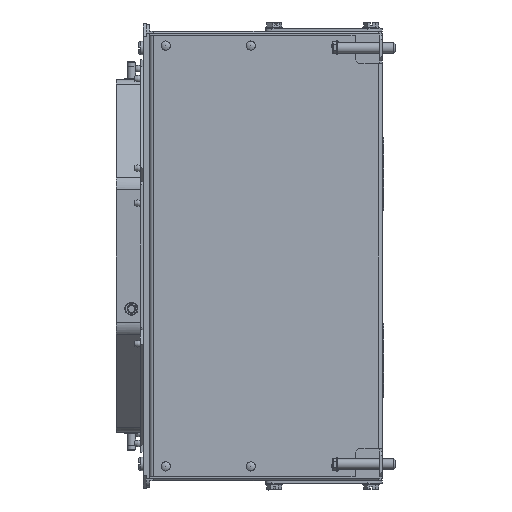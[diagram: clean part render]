
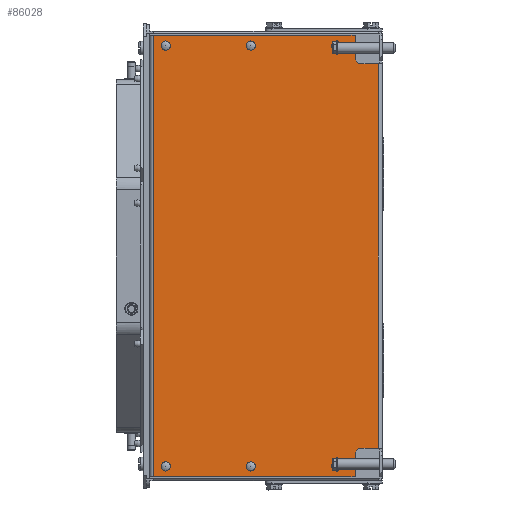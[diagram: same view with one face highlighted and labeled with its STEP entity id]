
A CAD part, left-side view. The second image highlights one B-rep face of the part: STEP entity #86028.
In plain terms, the highlighted planar face has unit normal (-1, 0, 0).
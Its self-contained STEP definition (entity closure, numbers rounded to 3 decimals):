
#4186=FACE_BOUND('',#14750,.T.);
#4187=FACE_BOUND('',#14751,.T.);
#4188=FACE_BOUND('',#14752,.T.);
#4189=FACE_BOUND('',#14753,.T.);
#4190=FACE_BOUND('',#14754,.T.);
#4191=FACE_BOUND('',#14755,.T.);
#5136=CIRCLE('',#90962,0.109);
#5137=CIRCLE('',#90963,0.109);
#5138=CIRCLE('',#90964,0.109);
#5139=CIRCLE('',#90965,0.109);
#5140=CIRCLE('',#90966,0.109);
#5141=CIRCLE('',#90967,0.109);
#9672=FACE_OUTER_BOUND('',#14749,.T.);
#14749=EDGE_LOOP('',(#72083,#72084,#72085,#72086,#72087,#72088,#72089,#72090,
#72091,#72092));
#14750=EDGE_LOOP('',(#72093));
#14751=EDGE_LOOP('',(#72094));
#14752=EDGE_LOOP('',(#72095));
#14753=EDGE_LOOP('',(#72096));
#14754=EDGE_LOOP('',(#72097));
#14755=EDGE_LOOP('',(#72098));
#22902=LINE('',#146545,#31360);
#22909=LINE('',#146562,#31367);
#22913=LINE('',#146569,#31371);
#22916=LINE('',#146574,#31374);
#22919=LINE('',#146580,#31377);
#22922=LINE('',#146586,#31380);
#22925=LINE('',#146592,#31383);
#22927=LINE('',#146597,#31385);
#22952=LINE('',#146651,#31410);
#22953=LINE('',#146652,#31411);
#31360=VECTOR('',#106268,0.394);
#31367=VECTOR('',#106283,0.394);
#31371=VECTOR('',#106289,0.394);
#31374=VECTOR('',#106294,0.394);
#31377=VECTOR('',#106299,0.394);
#31380=VECTOR('',#106304,0.394);
#31383=VECTOR('',#106309,0.394);
#31385=VECTOR('',#106313,0.394);
#31410=VECTOR('',#106360,0.394);
#31411=VECTOR('',#106361,0.394);
#39573=VERTEX_POINT('',#146543);
#39574=VERTEX_POINT('',#146544);
#39579=VERTEX_POINT('',#146559);
#39580=VERTEX_POINT('',#146561);
#39582=VERTEX_POINT('',#146567);
#39585=VERTEX_POINT('',#146578);
#39587=VERTEX_POINT('',#146584);
#39589=VERTEX_POINT('',#146590);
#39590=VERTEX_POINT('',#146594);
#39609=VERTEX_POINT('',#146650);
#39610=VERTEX_POINT('',#146653);
#39611=VERTEX_POINT('',#146655);
#39612=VERTEX_POINT('',#146657);
#39613=VERTEX_POINT('',#146659);
#39614=VERTEX_POINT('',#146661);
#39615=VERTEX_POINT('',#146663);
#50871=EDGE_CURVE('',#39573,#39574,#22902,.T.);
#50880=EDGE_CURVE('',#39580,#39579,#22909,.T.);
#50884=EDGE_CURVE('',#39579,#39582,#22913,.T.);
#50887=EDGE_CURVE('',#39582,#39573,#22916,.T.);
#50890=EDGE_CURVE('',#39585,#39574,#22919,.T.);
#50893=EDGE_CURVE('',#39585,#39587,#22922,.T.);
#50896=EDGE_CURVE('',#39587,#39589,#22925,.T.);
#50898=EDGE_CURVE('',#39589,#39590,#22927,.T.);
#50925=EDGE_CURVE('',#39609,#39590,#22952,.T.);
#50926=EDGE_CURVE('',#39609,#39580,#22953,.T.);
#50927=EDGE_CURVE('',#39610,#39610,#5136,.T.);
#50928=EDGE_CURVE('',#39611,#39611,#5137,.T.);
#50929=EDGE_CURVE('',#39612,#39612,#5138,.T.);
#50930=EDGE_CURVE('',#39613,#39613,#5139,.T.);
#50931=EDGE_CURVE('',#39614,#39614,#5140,.T.);
#50932=EDGE_CURVE('',#39615,#39615,#5141,.T.);
#72083=ORIENTED_EDGE('',*,*,#50925,.F.);
#72084=ORIENTED_EDGE('',*,*,#50926,.T.);
#72085=ORIENTED_EDGE('',*,*,#50880,.T.);
#72086=ORIENTED_EDGE('',*,*,#50884,.T.);
#72087=ORIENTED_EDGE('',*,*,#50887,.T.);
#72088=ORIENTED_EDGE('',*,*,#50871,.T.);
#72089=ORIENTED_EDGE('',*,*,#50890,.F.);
#72090=ORIENTED_EDGE('',*,*,#50893,.T.);
#72091=ORIENTED_EDGE('',*,*,#50896,.T.);
#72092=ORIENTED_EDGE('',*,*,#50898,.T.);
#72093=ORIENTED_EDGE('',*,*,#50927,.T.);
#72094=ORIENTED_EDGE('',*,*,#50928,.T.);
#72095=ORIENTED_EDGE('',*,*,#50929,.T.);
#72096=ORIENTED_EDGE('',*,*,#50930,.T.);
#72097=ORIENTED_EDGE('',*,*,#50931,.T.);
#72098=ORIENTED_EDGE('',*,*,#50932,.T.);
#81744=PLANE('',#90961);
#86028=ADVANCED_FACE('',(#9672,#4186,#4187,#4188,#4189,#4190,#4191),#81744,
 .F.);
#90961=AXIS2_PLACEMENT_3D('',#146649,#106358,#106359);
#90962=AXIS2_PLACEMENT_3D('',#146654,#106362,#106363);
#90963=AXIS2_PLACEMENT_3D('',#146656,#106364,#106365);
#90964=AXIS2_PLACEMENT_3D('',#146658,#106366,#106367);
#90965=AXIS2_PLACEMENT_3D('',#146660,#106368,#106369);
#90966=AXIS2_PLACEMENT_3D('',#146662,#106370,#106371);
#90967=AXIS2_PLACEMENT_3D('',#146664,#106372,#106373);
#106268=DIRECTION('',(0.,0.,1.));
#106283=DIRECTION('',(0.,0.,1.));
#106289=DIRECTION('',(0.,-0.707,0.707));
#106294=DIRECTION('',(0.,-1.,0.));
#106299=DIRECTION('',(0.,-1.,0.));
#106304=DIRECTION('',(0.,0.707,0.707));
#106309=DIRECTION('',(0.,0.,1.));
#106313=DIRECTION('',(0.,1.,0.));
#106358=DIRECTION('center_axis',(1.,0.,0.));
#106359=DIRECTION('ref_axis',(0.,0.,
-1.));
#106360=DIRECTION('',(0.,0.,1.));
#106361=DIRECTION('',(0.,-1.,0.));
#106362=DIRECTION('center_axis',(1.,0.,0.));
#106363=DIRECTION('ref_axis',(0.,-1.,0.));
#106364=DIRECTION('center_axis',(1.,0.,0.));
#106365=DIRECTION('ref_axis',(0.,-1.,0.));
#106366=DIRECTION('center_axis',(1.,0.,0.));
#106367=DIRECTION('ref_axis',(0.,-1.,0.));
#106368=DIRECTION('center_axis',(1.,0.,0.));
#106369=DIRECTION('ref_axis',(0.,-1.,0.));
#106370=DIRECTION('center_axis',(1.,0.,0.));
#106371=DIRECTION('ref_axis',(0.,-1.,0.));
#106372=DIRECTION('center_axis',(1.,0.,0.));
#106373=DIRECTION('ref_axis',(0.,-1.,0.));
#146543=CARTESIAN_POINT('',(-6.58,0.094,-4.56));
#146544=CARTESIAN_POINT('',(-6.58,0.094,4.558));
#146545=CARTESIAN_POINT('',(-6.58,0.094,4.558));
#146559=CARTESIAN_POINT('',(-6.58,0.65,-4.65));
#146561=CARTESIAN_POINT('',(-6.58,0.65,-5.236));
#146562=CARTESIAN_POINT('',(-6.58,0.65,-5.236));
#146567=CARTESIAN_POINT('',(-6.58,0.56,-4.56));
#146569=CARTESIAN_POINT('',(-6.58,0.65,-4.65));
#146574=CARTESIAN_POINT('',(-6.58,0.56,-4.56));
#146578=CARTESIAN_POINT('',(-6.58,0.56,4.558));
#146580=CARTESIAN_POINT('',(-6.58,0.235,4.558));
#146584=CARTESIAN_POINT('',(-6.58,0.65,4.648));
#146586=CARTESIAN_POINT('',(-6.58,0.56,4.558));
#146590=CARTESIAN_POINT('',(-6.58,0.65,5.234));
#146592=CARTESIAN_POINT('',(-6.58,0.65,4.648));
#146594=CARTESIAN_POINT('',(-6.58,5.421,5.234));
#146597=CARTESIAN_POINT('',(-6.58,0.65,5.234));
#146649=CARTESIAN_POINT('Origin',(-6.58,2.942,-0.004));
#146650=CARTESIAN_POINT('',(-6.58,5.421,-5.236));
#146651=CARTESIAN_POINT('',(-6.58,5.421,0.589));
#146652=CARTESIAN_POINT('',(-6.58,5.515,-5.236));
#146653=CARTESIAN_POINT('',(-6.58,1.095,-4.877));
#146654=CARTESIAN_POINT('Origin',(-6.58,1.095,-4.986));
#146655=CARTESIAN_POINT('',(-6.58,3.115,-4.877));
#146656=CARTESIAN_POINT('Origin',(-6.58,3.115,-4.986));
#146657=CARTESIAN_POINT('',(-6.58,5.135,-4.877));
#146658=CARTESIAN_POINT('Origin',(-6.58,5.135,-4.986));
#146659=CARTESIAN_POINT('',(-6.58,1.095,5.093));
#146660=CARTESIAN_POINT('Origin',(-6.58,1.095,4.984));
#146661=CARTESIAN_POINT('',(-6.58,3.115,5.093));
#146662=CARTESIAN_POINT('Origin',(-6.58,3.115,4.984));
#146663=CARTESIAN_POINT('',(-6.58,5.135,5.093));
#146664=CARTESIAN_POINT('Origin',(-6.58,5.135,4.984));
